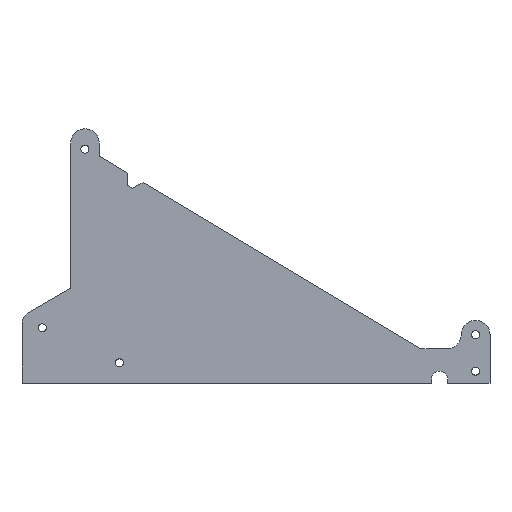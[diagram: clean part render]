
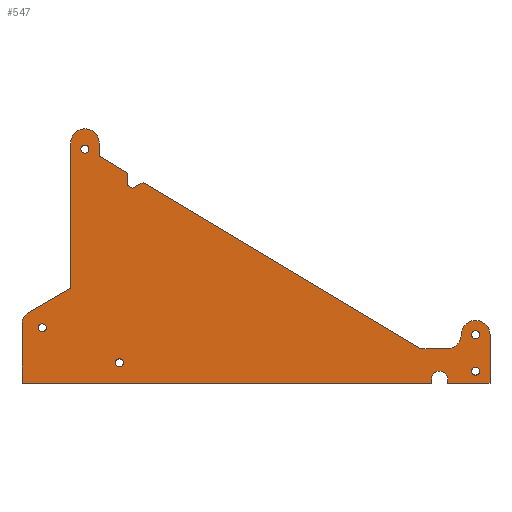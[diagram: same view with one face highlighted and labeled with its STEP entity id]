
A CAD part, top view. The second image highlights one B-rep face of the part: STEP entity #547.
In plain terms, the highlighted planar face has unit normal (0, 0, 1).
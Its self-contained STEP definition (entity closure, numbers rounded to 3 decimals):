
#20=FACE_BOUND('',#114,.T.);
#21=FACE_BOUND('',#115,.T.);
#22=FACE_BOUND('',#116,.T.);
#23=FACE_BOUND('',#117,.T.);
#24=FACE_BOUND('',#118,.T.);
#25=CIRCLE('',#571,4.);
#36=CIRCLE('',#586,2.);
#37=CIRCLE('',#588,2.);
#38=CIRCLE('',#590,2.);
#39=CIRCLE('',#592,2.);
#40=CIRCLE('',#594,2.);
#41=CIRCLE('',#596,7.1);
#42=CIRCLE('',#600,7.1);
#43=CIRCLE('',#604,7.);
#44=CIRCLE('',#613,6.83);
#81=FACE_OUTER_BOUND('',#113,.T.);
#113=EDGE_LOOP('',(#479,#480,#481,#482,#483,#484,#485,#486,#487,#488,#489,
#490,#491,#492,#493,#494,#495,#496,#497,#498));
#114=EDGE_LOOP('',(#499));
#115=EDGE_LOOP('',(#500));
#116=EDGE_LOOP('',(#501));
#117=EDGE_LOOP('',(#502));
#118=EDGE_LOOP('',(#503));
#119=LINE('',#770,#174);
#123=LINE('',#779,#178);
#127=LINE('',#790,#182);
#132=LINE('',#799,#187);
#151=LINE('',#867,#206);
#152=LINE('',#870,#207);
#155=LINE('',#878,#210);
#157=LINE('',#882,#212);
#160=LINE('',#890,#215);
#162=LINE('',#894,#217);
#164=LINE('',#898,#219);
#166=LINE('',#902,#221);
#168=LINE('',#906,#223);
#170=LINE('',#910,#225);
#172=LINE('',#914,#227);
#174=VECTOR('',#619,10.);
#178=VECTOR('',#625,10.);
#182=VECTOR('',#637,10.);
#187=VECTOR('',#644,10.);
#206=VECTOR('',#709,10.);
#207=VECTOR('',#712,10.);
#210=VECTOR('',#721,10.);
#212=VECTOR('',#725,10.);
#215=VECTOR('',#734,10.);
#217=VECTOR('',#738,10.);
#219=VECTOR('',#742,10.);
#221=VECTOR('',#746,10.);
#223=VECTOR('',#750,10.);
#225=VECTOR('',#754,10.);
#227=VECTOR('',#758,10.);
#229=VERTEX_POINT('',#768);
#230=VERTEX_POINT('',#769);
#233=VERTEX_POINT('',#777);
#234=VERTEX_POINT('',#778);
#237=VERTEX_POINT('',#789);
#240=VERTEX_POINT('',#797);
#260=VERTEX_POINT('',#841);
#261=VERTEX_POINT('',#845);
#262=VERTEX_POINT('',#849);
#263=VERTEX_POINT('',#853);
#264=VERTEX_POINT('',#857);
#265=VERTEX_POINT('',#861);
#266=VERTEX_POINT('',#863);
#267=VERTEX_POINT('',#869);
#268=VERTEX_POINT('',#873);
#269=VERTEX_POINT('',#877);
#270=VERTEX_POINT('',#881);
#271=VERTEX_POINT('',#885);
#272=VERTEX_POINT('',#889);
#273=VERTEX_POINT('',#893);
#274=VERTEX_POINT('',#897);
#275=VERTEX_POINT('',#901);
#276=VERTEX_POINT('',#905);
#277=VERTEX_POINT('',#909);
#278=VERTEX_POINT('',#913);
#279=EDGE_CURVE('',#229,#230,#119,.T.);
#283=EDGE_CURVE('',#233,#234,#123,.T.);
#287=EDGE_CURVE('',#234,#229,#25,.T.);
#289=EDGE_CURVE('',#237,#233,#127,.T.);
#294=EDGE_CURVE('',#230,#240,#132,.T.);
#315=EDGE_CURVE('',#260,#260,#36,.T.);
#317=EDGE_CURVE('',#261,#261,#37,.T.);
#319=EDGE_CURVE('',#262,#262,#38,.T.);
#321=EDGE_CURVE('',#263,#263,#39,.T.);
#323=EDGE_CURVE('',#264,#264,#40,.T.);
#326=EDGE_CURVE('',#266,#265,#41,.T.);
#328=EDGE_CURVE('',#240,#266,#151,.T.);
#329=EDGE_CURVE('',#267,#237,#152,.T.);
#331=EDGE_CURVE('',#268,#267,#42,.T.);
#333=EDGE_CURVE('',#269,#268,#155,.T.);
#335=EDGE_CURVE('',#270,#269,#157,.T.);
#337=EDGE_CURVE('',#271,#270,#43,.T.);
#339=EDGE_CURVE('',#272,#271,#160,.T.);
#341=EDGE_CURVE('',#273,#272,#162,.T.);
#343=EDGE_CURVE('',#274,#273,#164,.T.);
#345=EDGE_CURVE('',#275,#274,#166,.T.);
#347=EDGE_CURVE('',#276,#275,#168,.T.);
#349=EDGE_CURVE('',#277,#276,#170,.T.);
#351=EDGE_CURVE('',#278,#277,#172,.T.);
#353=EDGE_CURVE('',#265,#278,#44,.T.);
#479=ORIENTED_EDGE('',*,*,#279,.T.);
#480=ORIENTED_EDGE('',*,*,#294,.T.);
#481=ORIENTED_EDGE('',*,*,#328,.T.);
#482=ORIENTED_EDGE('',*,*,#326,.T.);
#483=ORIENTED_EDGE('',*,*,#353,.T.);
#484=ORIENTED_EDGE('',*,*,#351,.T.);
#485=ORIENTED_EDGE('',*,*,#349,.T.);
#486=ORIENTED_EDGE('',*,*,#347,.T.);
#487=ORIENTED_EDGE('',*,*,#345,.T.);
#488=ORIENTED_EDGE('',*,*,#343,.T.);
#489=ORIENTED_EDGE('',*,*,#341,.T.);
#490=ORIENTED_EDGE('',*,*,#339,.T.);
#491=ORIENTED_EDGE('',*,*,#337,.T.);
#492=ORIENTED_EDGE('',*,*,#335,.T.);
#493=ORIENTED_EDGE('',*,*,#333,.T.);
#494=ORIENTED_EDGE('',*,*,#331,.T.);
#495=ORIENTED_EDGE('',*,*,#329,.T.);
#496=ORIENTED_EDGE('',*,*,#289,.T.);
#497=ORIENTED_EDGE('',*,*,#283,.T.);
#498=ORIENTED_EDGE('',*,*,#287,.T.);
#499=ORIENTED_EDGE('',*,*,#323,.T.);
#500=ORIENTED_EDGE('',*,*,#321,.T.);
#501=ORIENTED_EDGE('',*,*,#319,.T.);
#502=ORIENTED_EDGE('',*,*,#317,.T.);
#503=ORIENTED_EDGE('',*,*,#315,.T.);
#520=PLANE('',#614);
#547=ADVANCED_FACE('',(#81,#20,#21,#22,#23,#24),#520,.T.);
#571=AXIS2_PLACEMENT_3D('',#786,#631,#632);
#586=AXIS2_PLACEMENT_3D('',#842,#678,#679);
#588=AXIS2_PLACEMENT_3D('',#846,#683,#684);
#590=AXIS2_PLACEMENT_3D('',#850,#688,#689);
#592=AXIS2_PLACEMENT_3D('',#854,#693,#694);
#594=AXIS2_PLACEMENT_3D('',#858,#698,#699);
#596=AXIS2_PLACEMENT_3D('',#864,#704,#705);
#600=AXIS2_PLACEMENT_3D('',#874,#716,#717);
#604=AXIS2_PLACEMENT_3D('',#886,#729,#730);
#613=AXIS2_PLACEMENT_3D('',#917,#762,#763);
#614=AXIS2_PLACEMENT_3D('',#918,#764,#765);
#619=DIRECTION('',(0.,-1.,0.));
#625=DIRECTION('',(0.,1.,0.));
#631=DIRECTION('center_axis',(0.,0.,-1.));
#632=DIRECTION('ref_axis',(-1.,0.,0.));
#637=DIRECTION('',(1.,0.,0.));
#644=DIRECTION('',(1.,0.,0.));
#678=DIRECTION('center_axis',(0.,0.,-1.));
#679=DIRECTION('ref_axis',(-1.,0.,0.));
#683=DIRECTION('center_axis',(0.,0.,-1.));
#684=DIRECTION('ref_axis',(-1.,0.,0.));
#688=DIRECTION('center_axis',(0.,0.,-1.));
#689=DIRECTION('ref_axis',(-1.,0.,0.));
#693=DIRECTION('center_axis',(0.,0.,-1.));
#694=DIRECTION('ref_axis',(-1.,0.,0.));
#698=DIRECTION('center_axis',(0.,0.,-1.));
#699=DIRECTION('ref_axis',(-1.,0.,0.));
#704=DIRECTION('center_axis',(0.,0.,1.));
#705=DIRECTION('ref_axis',(1.,0.,0.));
#709=DIRECTION('',(0.,1.,0.));
#712=DIRECTION('',(0.,-1.,0.));
#716=DIRECTION('center_axis',(0.,0.,1.));
#717=DIRECTION('ref_axis',(-0.5,0.866,0.));
#721=DIRECTION('',(-0.866,-0.5,0.));
#725=DIRECTION('',(0.,-1.,0.));
#729=DIRECTION('center_axis',(0.,0.,1.));
#730=DIRECTION('ref_axis',(1.,0.,0.));
#734=DIRECTION('',(0.,1.,0.));
#738=DIRECTION('',(-0.858,0.513,0.));
#742=DIRECTION('',(0.016,1.,0.));
#746=DIRECTION('',(-0.858,0.513,0.));
#750=DIRECTION('',(-0.874,-0.486,0.));
#754=DIRECTION('',(-0.858,0.513,0.));
#758=DIRECTION('',(-1.,0.,0.));
#762=DIRECTION('center_axis',(0.,0.,-1.));
#763=DIRECTION('ref_axis',(0.,1.,0.));
#764=DIRECTION('center_axis',(0.,0.,1.));
#765=DIRECTION('ref_axis',(1.,0.,0.));
#768=CARTESIAN_POINT('',(-285.375,190.157,3.));
#769=CARTESIAN_POINT('',(-285.375,188.157,3.));
#770=CARTESIAN_POINT('',(-285.375,219.482,3.));
#777=CARTESIAN_POINT('',(-293.375,188.157,3.));
#778=CARTESIAN_POINT('',(-293.375,190.157,3.));
#779=CARTESIAN_POINT('',(-293.375,220.482,3.));
#786=CARTESIAN_POINT('Origin',(-289.375,190.157,3.));
#789=CARTESIAN_POINT('',(-495.08,188.157,3.));
#790=CARTESIAN_POINT('',(-495.08,188.157,3.));
#797=CARTESIAN_POINT('',(-264.55,188.157,3.));
#799=CARTESIAN_POINT('',(-495.08,188.157,3.));
#841=CARTESIAN_POINT('',(-269.65,212.,3.));
#842=CARTESIAN_POINT('Origin',(-271.65,212.,3.));
#845=CARTESIAN_POINT('',(-269.65,194.078,3.));
#846=CARTESIAN_POINT('Origin',(-271.65,194.078,3.));
#849=CARTESIAN_POINT('',(-462.08,303.459,3.));
#850=CARTESIAN_POINT('Origin',(-464.08,303.459,3.));
#853=CARTESIAN_POINT('',(-483.128,215.398,3.));
#854=CARTESIAN_POINT('Origin',(-485.128,215.398,3.));
#857=CARTESIAN_POINT('',(-445.08,198.157,3.));
#858=CARTESIAN_POINT('Origin',(-447.08,198.157,3.));
#861=CARTESIAN_POINT('',(-278.75,212.,3.));
#863=CARTESIAN_POINT('',(-264.55,212.,3.));
#864=CARTESIAN_POINT('Origin',(-271.65,212.,3.));
#867=CARTESIAN_POINT('',(-264.55,188.157,3.));
#869=CARTESIAN_POINT('',(-495.08,217.044,3.));
#870=CARTESIAN_POINT('',(-495.08,217.044,3.));
#873=CARTESIAN_POINT('',(-491.53,223.193,3.));
#874=CARTESIAN_POINT('Origin',(-487.98,217.044,3.));
#877=CARTESIAN_POINT('',(-471.08,235.,3.));
#878=CARTESIAN_POINT('',(-471.08,235.,3.));
#881=CARTESIAN_POINT('',(-471.08,306.459,3.));
#882=CARTESIAN_POINT('',(-471.08,306.459,3.));
#885=CARTESIAN_POINT('',(-457.08,306.459,3.));
#886=CARTESIAN_POINT('Origin',(-464.08,306.459,3.));
#889=CARTESIAN_POINT('',(-457.08,300.,3.));
#890=CARTESIAN_POINT('',(-457.08,300.,3.));
#893=CARTESIAN_POINT('',(-443.128,291.653,3.));
#894=CARTESIAN_POINT('',(-443.128,291.653,3.));
#897=CARTESIAN_POINT('',(-443.221,285.684,3.));
#898=CARTESIAN_POINT('',(-443.221,285.684,3.));
#901=CARTESIAN_POINT('',(-440.646,284.144,3.));
#902=CARTESIAN_POINT('',(-440.646,284.144,3.));
#905=CARTESIAN_POINT('',(-435.43,287.048,3.));
#906=CARTESIAN_POINT('',(-435.43,287.048,3.));
#909=CARTESIAN_POINT('',(-298.572,205.17,3.));
#910=CARTESIAN_POINT('',(-298.572,205.17,3.));
#913=CARTESIAN_POINT('',(-285.58,205.17,3.));
#914=CARTESIAN_POINT('',(-285.58,205.17,3.));
#917=CARTESIAN_POINT('Origin',(-285.58,212.,3.));
#918=CARTESIAN_POINT('Origin',(-379.815,250.808,3.));
